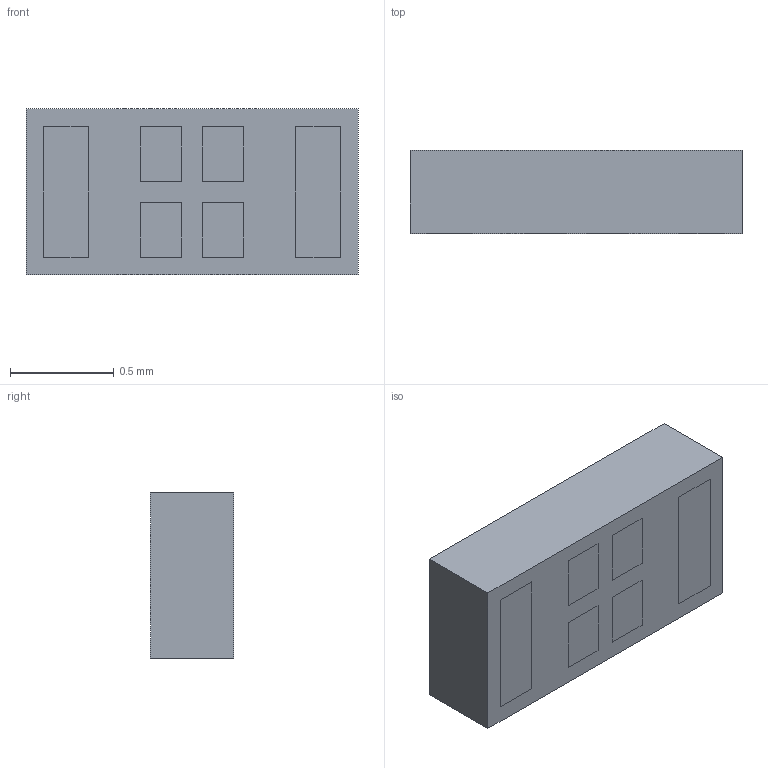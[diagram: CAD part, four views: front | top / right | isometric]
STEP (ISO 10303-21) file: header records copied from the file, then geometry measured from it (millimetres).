
FILE_DESCRIPTION (( 'STEP AP214' ), '1' );
FILE_NAME ('ANT162442ST-1000AM1.STEP', '2023-02-15T11:51:17', ( '' ), ( '' ), 'SwSTEP 2.0', 'SolidWorks 2022', '' );
FILE_SCHEMA (( 'AUTOMOTIVE_DESIGN' ));
Length unit declared in the file: millimetre
Products named in the file (1): ANT162442ST-1000AM1
Bounding box: 1.6 x 0.4 x 0.8 mm (x, y, z)
Volume: 0.5 mm3; surface area: 7.5 mm2
Topology: 8 solids, 8 shells, 83 faces, 180 edges, 120 vertices
Faces by surface type: plane 83
Entity records: 2311 total; most frequent: CARTESIAN_POINT 384, ORIENTED_EDGE 360, DIRECTION 348, VECTOR 180, LINE 180, EDGE_CURVE 180, VERTEX_POINT 120, EDGE_LOOP 90
